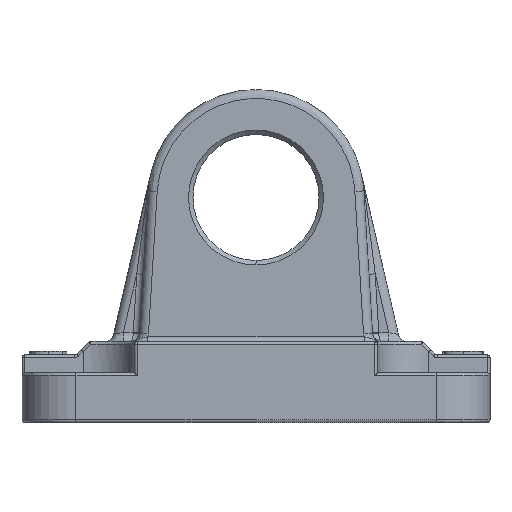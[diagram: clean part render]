
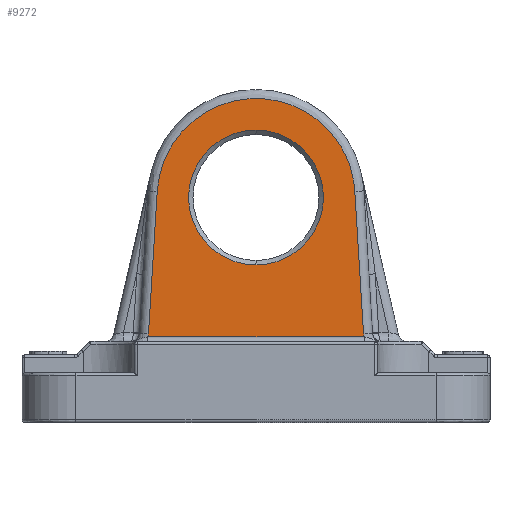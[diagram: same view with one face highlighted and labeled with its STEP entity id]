
A CAD part, left-side view. The second image highlights one B-rep face of the part: STEP entity #9272.
In plain terms, the highlighted planar face has unit normal (-1, 0, 0).
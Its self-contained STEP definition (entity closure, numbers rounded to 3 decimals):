
#233 = LINE ( 'NONE', #290, #4199 ) ;
#290 = CARTESIAN_POINT ( 'NONE',  ( -14., 11.944, 9.878 ) ) ;
#366 = CARTESIAN_POINT ( 'NONE',  ( -14., 9.786, 45.206 ) ) ;
#389 = EDGE_CURVE ( 'NONE', #9377, #3951, #2461, .T. ) ;
#451 = ORIENTED_EDGE ( 'NONE', *, *, #8135, .F. ) ;
#497 = EDGE_CURVE ( 'NONE', #9120, #5228, #3490, .T. ) ;
#768 = AXIS2_PLACEMENT_3D ( 'NONE', #10521, #2613, #5546 ) ;
#1098 = CARTESIAN_POINT ( 'NONE',  ( -14., 12.004, 9.5 ) ) ;
#1790 = CARTESIAN_POINT ( 'NONE',  ( -14., 11.972, 9.624 ) ) ;
#1847 = EDGE_LOOP ( 'NONE', ( #9006, #9067 ) ) ;
#2173 = EDGE_CURVE ( 'NONE', #7970, #9848, #233, .T. ) ;
#2223 =( BOUNDED_CURVE ( )  B_SPLINE_CURVE ( 3, ( #7466, #366, #10072, #3714 ),
 .UNSPECIFIED., .F., .F. ) 
 B_SPLINE_CURVE_WITH_KNOTS ( ( 4, 4 ),
 ( 0., 1. ),
 .UNSPECIFIED. ) 
 CURVE ( )  GEOMETRIC_REPRESENTATION_ITEM ( )  RATIONAL_B_SPLINE_CURVE ( ( 1., 0.374, 0.374, 1. ) ) 
 REPRESENTATION_ITEM ( '' )  );
#2285 = VERTEX_POINT ( 'NONE', #9572 ) ;
#2348 = CARTESIAN_POINT ( 'NONE',  ( -14., 0., 9.5 ) ) ;
#2461 = LINE ( 'NONE', #2348, #10240 ) ;
#2472 = FACE_OUTER_BOUND ( 'NONE', #4271, .T. ) ;
#2613 = DIRECTION ( 'NONE',  ( -1., 0., 0. ) ) ;
#2634 = AXIS2_PLACEMENT_3D ( 'NONE', #3387, #7714, #5995 ) ;
#2885 = ORIENTED_EDGE ( 'NONE', *, *, #10357, .F. ) ;
#2922 = CARTESIAN_POINT ( 'NONE',  ( -14., -11.952, 9.75 ) ) ;
#2983 = CIRCLE ( 'NONE', #768, 7.5 ) ;
#3014 = CIRCLE ( 'NONE', #9288, 7.5 ) ;
#3387 = CARTESIAN_POINT ( 'NONE',  ( -14., 0., 20.717 ) ) ;
#3460 = ORIENTED_EDGE ( 'NONE', *, *, #497, .F. ) ;
#3490 = LINE ( 'NONE', #5514, #9304 ) ;
#3714 = CARTESIAN_POINT ( 'NONE',  ( -14., -10.98, 25.671 ) ) ;
#3843 = CARTESIAN_POINT ( 'NONE',  ( -14., -11.972, 9.624 ) ) ;
#3948 = CARTESIAN_POINT ( 'NONE',  ( -14., 10.98, 25.671 ) ) ;
#3951 = VERTEX_POINT ( 'NONE', #5446 ) ;
#4029 = ORIENTED_EDGE ( 'NONE', *, *, #389, .T. ) ;
#4035 = FACE_BOUND ( 'NONE', #1847, .T. ) ;
#4199 = VECTOR ( 'NONE', #9110, 1000. ) ;
#4271 = EDGE_LOOP ( 'NONE', ( #2885, #3460, #451, #7509, #4746, #4029 ) ) ;
#4477 = DIRECTION ( 'NONE',  ( -1., 0., 0. ) ) ;
#4746 = ORIENTED_EDGE ( 'NONE', *, *, #6179, .F. ) ;
#5228 = VERTEX_POINT ( 'NONE', #6200 ) ;
#5318 = CARTESIAN_POINT ( 'NONE',  ( -14., 11.944, 9.878 ) ) ;
#5446 = CARTESIAN_POINT ( 'NONE',  ( -14., -12.004, 9.5 ) ) ;
#5514 = CARTESIAN_POINT ( 'NONE',  ( -14., -10.98, 25.671 ) ) ;
#5546 = DIRECTION ( 'NONE',  ( 0., 0., 1. ) ) ;
#5605 = VERTEX_POINT ( 'NONE', #7958 ) ;
#5866 = DIRECTION ( 'NONE',  ( 0., -1., 0. ) ) ;
#5902 =( BOUNDED_CURVE ( )  B_SPLINE_CURVE ( 3, ( #6501, #2922, #3843, #7367 ),
 .UNSPECIFIED., .F., .F. ) 
 B_SPLINE_CURVE_WITH_KNOTS ( ( 4, 4 ),
 ( 0., 1. ),
 .UNSPECIFIED. ) 
 CURVE ( )  GEOMETRIC_REPRESENTATION_ITEM ( )  RATIONAL_B_SPLINE_CURVE ( ( 1., 0.997, 0.997, 1. ) ) 
 REPRESENTATION_ITEM ( '' )  );
#5995 = DIRECTION ( 'NONE',  ( 0., 0., -1. ) ) ;
#6179 = EDGE_CURVE ( 'NONE', #9377, #7970, #7456, .T. ) ;
#6200 = CARTESIAN_POINT ( 'NONE',  ( -14., -11.944, 9.878 ) ) ;
#6501 = CARTESIAN_POINT ( 'NONE',  ( -14., -11.944, 9.878 ) ) ;
#7139 = CARTESIAN_POINT ( 'NONE',  ( -14., 12.004, 9.5 ) ) ;
#7367 = CARTESIAN_POINT ( 'NONE',  ( -14., -12.004, 9.5 ) ) ;
#7456 =( BOUNDED_CURVE ( )  B_SPLINE_CURVE ( 3, ( #1098, #1790, #9761, #5318 ),
 .UNSPECIFIED., .F., .F. ) 
 B_SPLINE_CURVE_WITH_KNOTS ( ( 4, 4 ),
 ( 0., 1. ),
 .UNSPECIFIED. ) 
 CURVE ( )  GEOMETRIC_REPRESENTATION_ITEM ( )  RATIONAL_B_SPLINE_CURVE ( ( 1., 0.997, 0.997, 1. ) ) 
 REPRESENTATION_ITEM ( '' )  );
#7466 = CARTESIAN_POINT ( 'NONE',  ( -14., 10.98, 25.671 ) ) ;
#7509 = ORIENTED_EDGE ( 'NONE', *, *, #2173, .F. ) ;
#7714 = DIRECTION ( 'NONE',  ( 1., 0., 0. ) ) ;
#7958 = CARTESIAN_POINT ( 'NONE',  ( -14., 0., 32.5 ) ) ;
#7970 = VERTEX_POINT ( 'NONE', #9546 ) ;
#8135 = EDGE_CURVE ( 'NONE', #9848, #9120, #2223, .T. ) ;
#8300 = CARTESIAN_POINT ( 'NONE',  ( -14., -10.98, 25.671 ) ) ;
#8506 = EDGE_CURVE ( 'NONE', #5605, #2285, #2983, .T. ) ;
#8843 = CARTESIAN_POINT ( 'NONE',  ( -14., 0., 25. ) ) ;
#9006 = ORIENTED_EDGE ( 'NONE', *, *, #8506, .F. ) ;
#9067 = ORIENTED_EDGE ( 'NONE', *, *, #10630, .F. ) ;
#9110 = DIRECTION ( 'NONE',  ( 0., -0.061, 0.998 ) ) ;
#9120 = VERTEX_POINT ( 'NONE', #8300 ) ;
#9272 = ADVANCED_FACE ( 'NONE', ( #4035, #2472 ), #11244, .F. ) ;
#9288 = AXIS2_PLACEMENT_3D ( 'NONE', #8843, #4477, #10658 ) ;
#9304 = VECTOR ( 'NONE', #9903, 1000. ) ;
#9377 = VERTEX_POINT ( 'NONE', #7139 ) ;
#9546 = CARTESIAN_POINT ( 'NONE',  ( -14., 11.944, 9.878 ) ) ;
#9572 = CARTESIAN_POINT ( 'NONE',  ( -14., 0., 17.5 ) ) ;
#9761 = CARTESIAN_POINT ( 'NONE',  ( -14., 11.952, 9.75 ) ) ;
#9848 = VERTEX_POINT ( 'NONE', #3948 ) ;
#9903 = DIRECTION ( 'NONE',  ( 0., -0.061, -0.998 ) ) ;
#10072 = CARTESIAN_POINT ( 'NONE',  ( -14., -9.786, 45.206 ) ) ;
#10240 = VECTOR ( 'NONE', #5866, 1000. ) ;
#10357 = EDGE_CURVE ( 'NONE', #5228, #3951, #5902, .T. ) ;
#10521 = CARTESIAN_POINT ( 'NONE',  ( -14., 0., 25. ) ) ;
#10630 = EDGE_CURVE ( 'NONE', #2285, #5605, #3014, .T. ) ;
#10658 = DIRECTION ( 'NONE',  ( 0., 0., 1. ) ) ;
#11244 = PLANE ( 'NONE',  #2634 ) ;
